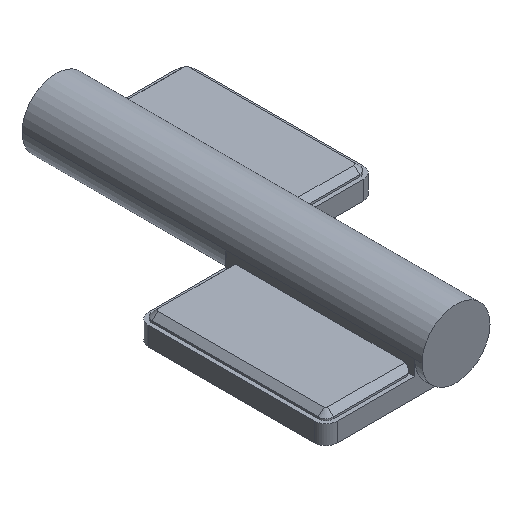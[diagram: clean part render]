
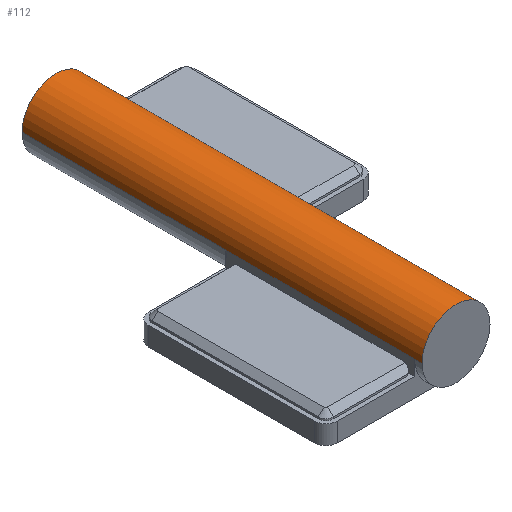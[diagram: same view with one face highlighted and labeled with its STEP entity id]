
A CAD part, isometric view. The second image highlights one B-rep face of the part: STEP entity #112.
In plain terms, the highlighted cylindrical face has radius 9 mm (diameter 18 mm), a partial arc.
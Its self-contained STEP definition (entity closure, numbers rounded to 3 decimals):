
#112=ADVANCED_FACE('',(#260),#261,.T.);
#260=FACE_OUTER_BOUND('',#450,.T.);
#261=CYLINDRICAL_SURFACE('',#451,9.0);
#450=EDGE_LOOP('',(#727,#728,#729,#730,#731,#732,#733,#734,#735,#736,#737,#738));
#451=AXIS2_PLACEMENT_3D('',#739,#740,#741);
#727=ORIENTED_EDGE('',*,*,#1105,.T.);
#728=ORIENTED_EDGE('',*,*,#1120,.T.);
#729=ORIENTED_EDGE('',*,*,#1175,.T.);
#730=ORIENTED_EDGE('',*,*,#1116,.T.);
#731=ORIENTED_EDGE('',*,*,#1176,.T.);
#732=ORIENTED_EDGE('',*,*,#1114,.F.);
#733=ORIENTED_EDGE('',*,*,#1113,.T.);
#734=ORIENTED_EDGE('',*,*,#1112,.F.);
#735=ORIENTED_EDGE('',*,*,#1177,.T.);
#736=ORIENTED_EDGE('',*,*,#1108,.T.);
#737=ORIENTED_EDGE('',*,*,#1178,.T.);
#738=ORIENTED_EDGE('',*,*,#1106,.F.);
#739=CARTESIAN_POINT('',(0.0,-1.0,0.0));
#740=DIRECTION('',(0.0,1.0,0.));
#741=DIRECTION('',(-1.0,0.0,0.0));
#1105=EDGE_CURVE('',#1305,#1306,#1307,.T.);
#1106=EDGE_CURVE('',#1305,#1308,#1309,.T.);
#1108=EDGE_CURVE('',#1312,#1310,#1313,.T.);
#1112=EDGE_CURVE('',#1318,#1320,#1321,.T.);
#1113=EDGE_CURVE('',#1322,#1320,#1323,.T.);
#1114=EDGE_CURVE('',#1322,#1324,#1325,.T.);
#1116=EDGE_CURVE('',#1328,#1326,#1329,.T.);
#1120=EDGE_CURVE('',#1306,#1334,#1336,.T.);
#1175=EDGE_CURVE('',#1334,#1328,#1417,.T.);
#1176=EDGE_CURVE('',#1326,#1324,#1418,.T.);
#1177=EDGE_CURVE('',#1318,#1312,#1419,.T.);
#1178=EDGE_CURVE('',#1310,#1308,#1420,.T.);
#1305=VERTEX_POINT('',#1597);
#1306=VERTEX_POINT('',#1598);
#1307=LINE('',#1599,#1600);
#1308=VERTEX_POINT('',#1601);
#1309=LINE('',#1602,#1603);
#1310=VERTEX_POINT('',#1604);
#1312=VERTEX_POINT('',#1606);
#1313=LINE('',#1607,#1608);
#1318=VERTEX_POINT('',#1614);
#1320=VERTEX_POINT('',#1616);
#1321=LINE('',#1617,#1618);
#1322=VERTEX_POINT('',#1619);
#1323=LINE('',#1620,#1621);
#1324=VERTEX_POINT('',#1622);
#1325=LINE('',#1623,#1624);
#1326=VERTEX_POINT('',#1625);
#1328=VERTEX_POINT('',#1627);
#1329=LINE('',#1628,#1629);
#1334=VERTEX_POINT('',#1635);
#1336=LINE('',#1637,#1638);
#1417=LINE('',#1750,#1751);
#1418=CIRCLE('',#1752,9.0);
#1419=LINE('',#1753,#1754);
#1420=CIRCLE('',#1755,9.0);
#1597=CARTESIAN_POINT('',(-9.0,51.0,0.));
#1598=CARTESIAN_POINT('',(-9.0,1.0,0.0));
#1599=CARTESIAN_POINT('',(-9.0,-1.0,0.));
#1600=VECTOR('',#1986,1.0);
#1601=CARTESIAN_POINT('',(-9.0,52.956,0.));
#1602=CARTESIAN_POINT('',(-9.0,51.0,0.));
#1603=VECTOR('',#1987,1.956);
#1604=CARTESIAN_POINT('',(9.0,52.956,0.0));
#1606=CARTESIAN_POINT('',(9.0,51.0,0.0));
#1607=CARTESIAN_POINT('',(9.0,51.0,0.0));
#1608=VECTOR('',#1991,1.956);
#1614=CARTESIAN_POINT('',(9.0,1.0,0.0));
#1616=CARTESIAN_POINT('',(9.0,-1.0,0.));
#1617=CARTESIAN_POINT('',(9.0,1.0,0.));
#1618=VECTOR('',#1999,2.0);
#1619=CARTESIAN_POINT('',(9.0,-51.0,0.));
#1620=CARTESIAN_POINT('',(9.0,-1.0,0.));
#1621=VECTOR('',#2000,1.0);
#1622=CARTESIAN_POINT('',(9.0,-52.956,0.));
#1623=CARTESIAN_POINT('',(9.0,-51.0,0.));
#1624=VECTOR('',#2001,1.956);
#1625=CARTESIAN_POINT('',(-9.0,-52.956,0.0));
#1627=CARTESIAN_POINT('',(-9.0,-51.0,0.0));
#1628=CARTESIAN_POINT('',(-9.0,-51.0,0.0));
#1629=VECTOR('',#2005,1.956);
#1635=CARTESIAN_POINT('',(-9.0,-1.0,0.0));
#1637=CARTESIAN_POINT('',(-9.0,1.0,0.0));
#1638=VECTOR('',#2013,2.0);
#1750=CARTESIAN_POINT('',(-9.0,-1.0,0.0));
#1751=VECTOR('',#2069,50.0);
#1752=AXIS2_PLACEMENT_3D('',#2070,#2071,#2072);
#1753=CARTESIAN_POINT('',(9.0,1.0,0.0));
#1754=VECTOR('',#2073,50.0);
#1755=AXIS2_PLACEMENT_3D('',#2074,#2075,#2076);
#1986=DIRECTION('',(-0.0,-1.0,0.));
#1987=DIRECTION('',(0.0,1.0,0.0));
#1991=DIRECTION('',(0.0,1.0,0.0));
#1999=DIRECTION('',(0.0,-1.0,0.0));
#2000=DIRECTION('',(0.0,1.0,0.));
#2001=DIRECTION('',(0.0,-1.0,0.0));
#2005=DIRECTION('',(0.0,-1.0,0.0));
#2013=DIRECTION('',(0.0,-1.0,0.0));
#2069=DIRECTION('',(0.0,-1.0,0.0));
#2070=CARTESIAN_POINT('',(0.0,-52.956,0.0));
#2071=DIRECTION('',(0.0,1.0,0.0));
#2072=DIRECTION('',(-1.0,0.0,0.0));
#2073=DIRECTION('',(0.0,1.0,0.0));
#2074=CARTESIAN_POINT('',(0.0,52.956,0.0));
#2075=DIRECTION('',(0.0,-1.0,0.0));
#2076=DIRECTION('',(1.0,0.0,0.0));
